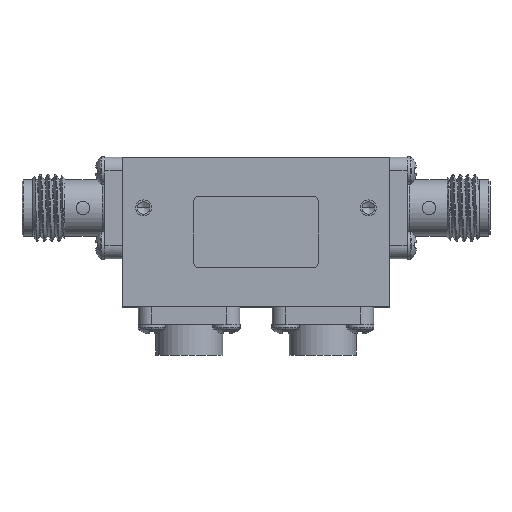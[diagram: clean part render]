
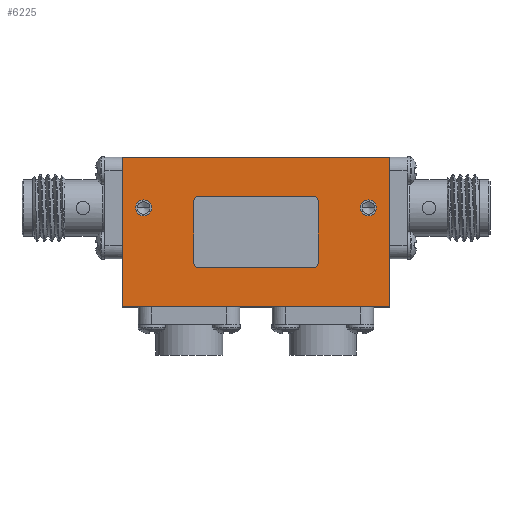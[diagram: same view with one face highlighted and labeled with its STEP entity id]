
A CAD part, top view. The second image highlights one B-rep face of the part: STEP entity #6225.
In plain terms, the highlighted planar face has unit normal (0, 0, 1).
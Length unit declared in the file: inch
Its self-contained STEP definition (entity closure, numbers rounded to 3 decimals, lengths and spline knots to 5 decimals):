
#56 = LINE ( 'NONE', #3852, #19793 ) ;
#187 = EDGE_CURVE ( 'NONE', #4737, #5900, #23767, .T. ) ;
#265 = EDGE_CURVE ( 'NONE', #4737, #22493, #23159, .T. ) ;
#469 = CARTESIAN_POINT ( 'NONE',  ( 0.39, 0.09, 0.19 ) ) ;
#479 = CIRCLE ( 'NONE', #25489, 0.02 ) ;
#902 = ORIENTED_EDGE ( 'NONE', *, *, #15016, .T. ) ;
#1194 = ORIENTED_EDGE ( 'NONE', *, *, #265, .F. ) ;
#1258 = DIRECTION ( 'NONE',  ( -1., 0., 0. ) ) ;
#1330 = DIRECTION ( 'NONE',  ( -1., 0., 0. ) ) ;
#1815 = CARTESIAN_POINT ( 'NONE',  ( 0.45, 0.09, 0.19 ) ) ;
#1934 = CIRCLE ( 'NONE', #11166, 0.03 ) ;
#2018 = ORIENTED_EDGE ( 'NONE', *, *, #187, .T. ) ;
#2183 = ORIENTED_EDGE ( 'NONE', *, *, #11239, .T. ) ;
#2227 = CARTESIAN_POINT ( 'NONE',  ( 0.23296, -0.11401, 0.19 ) ) ;
#2259 = VERTEX_POINT ( 'NONE', #22426 ) ;
#2343 = VERTEX_POINT ( 'NONE', #13015 ) ;
#2387 = DIRECTION ( 'NONE',  ( -1., 0., 0. ) ) ;
#2635 = VECTOR ( 'NONE', #19717, 39.37008 ) ;
#2766 = VECTOR ( 'NONE', #2942, 39.37008 ) ;
#2942 = DIRECTION ( 'NONE',  ( 0., 1., 0. ) ) ;
#2977 = VERTEX_POINT ( 'NONE', #5739 ) ;
#3049 = CARTESIAN_POINT ( 'NONE',  ( -0.23296, -0.13401, 0.19 ) ) ;
#3265 = LINE ( 'NONE', #10312, #14337 ) ;
#3832 = EDGE_LOOP ( 'NONE', ( #19067, #12617 ) ) ;
#3852 = CARTESIAN_POINT ( 'NONE',  ( -0.23296, -0.13401, 0.19 ) ) ;
#4139 = DIRECTION ( 'NONE',  ( 0., 0., 1. ) ) ;
#4449 = EDGE_CURVE ( 'NONE', #2343, #15543, #5847, .T. ) ;
#4499 = CARTESIAN_POINT ( 'NONE',  ( 0.42, 0.09, 0.19 ) ) ;
#4737 = VERTEX_POINT ( 'NONE', #2227 ) ;
#5047 = DIRECTION ( 'NONE',  ( -1., 0., 0. ) ) ;
#5135 = FACE_OUTER_BOUND ( 'NONE', #14137, .T. ) ;
#5178 = CARTESIAN_POINT ( 'NONE',  ( 0.21296, -0.11401, 0.19 ) ) ;
#5739 = CARTESIAN_POINT ( 'NONE',  ( -0.5, -0.28, 0.19 ) ) ;
#5847 = CIRCLE ( 'NONE', #20408, 0.02 ) ;
#5900 = VERTEX_POINT ( 'NONE', #21904 ) ;
#5969 = DIRECTION ( 'NONE',  ( 0., 0., 1. ) ) ;
#6225 = ADVANCED_FACE ( 'NONE', ( #5135, #6383, #7637, #25408 ), #9104, .F. ) ;
#6321 = LINE ( 'NONE', #17725, #2635 ) ;
#6383 = FACE_BOUND ( 'NONE', #3832, .T. ) ;
#6531 = CARTESIAN_POINT ( 'NONE',  ( 0.5, 0.28, 0.19 ) ) ;
#6716 = DIRECTION ( 'NONE',  ( 0., 0., 1. ) ) ;
#6910 = CARTESIAN_POINT ( 'NONE',  ( 0.23296, -0.13401, 0.19 ) ) ;
#6944 = ORIENTED_EDGE ( 'NONE', *, *, #20916, .T. ) ;
#6963 = DIRECTION ( 'NONE',  ( 0., 0., -1. ) ) ;
#6984 = AXIS2_PLACEMENT_3D ( 'NONE', #19903, #5969, #19655 ) ;
#7399 = AXIS2_PLACEMENT_3D ( 'NONE', #24803, #22652, #12825 ) ;
#7605 = ORIENTED_EDGE ( 'NONE', *, *, #21150, .T. ) ;
#7637 = FACE_BOUND ( 'NONE', #10283, .T. ) ;
#7836 = VERTEX_POINT ( 'NONE', #20353 ) ;
#8458 = LINE ( 'NONE', #10039, #15242 ) ;
#8567 = ORIENTED_EDGE ( 'NONE', *, *, #24970, .F. ) ;
#8594 = CARTESIAN_POINT ( 'NONE',  ( -0.42, 0.09, 0.19 ) ) ;
#8613 = ORIENTED_EDGE ( 'NONE', *, *, #9386, .T. ) ;
#8764 = CIRCLE ( 'NONE', #7399, 0.02 ) ;
#9104 = PLANE ( 'NONE',  #19297 ) ;
#9386 = EDGE_CURVE ( 'NONE', #16082, #2977, #6321, .T. ) ;
#9464 = VERTEX_POINT ( 'NONE', #6531 ) ;
#9532 = ORIENTED_EDGE ( 'NONE', *, *, #4449, .T. ) ;
#9763 = EDGE_CURVE ( 'NONE', #14033, #25016, #25318, .T. ) ;
#10039 = CARTESIAN_POINT ( 'NONE',  ( -0.23296, 0.13401, 0.19 ) ) ;
#10283 = EDGE_LOOP ( 'NONE', ( #17570, #20156 ) ) ;
#10312 = CARTESIAN_POINT ( 'NONE',  ( -0.5, 0.28, 0.19 ) ) ;
#10593 = DIRECTION ( 'NONE',  ( 1., 0., 0. ) ) ;
#10690 = CIRCLE ( 'NONE', #6984, 0.03 ) ;
#10710 = CARTESIAN_POINT ( 'NONE',  ( -0.39, 0.09, 0.19 ) ) ;
#10865 = DIRECTION ( 'NONE',  ( 0., 1., 0. ) ) ;
#11120 = LINE ( 'NONE', #3049, #14792 ) ;
#11166 = AXIS2_PLACEMENT_3D ( 'NONE', #4499, #16419, #16162 ) ;
#11223 = VERTEX_POINT ( 'NONE', #1815 ) ;
#11239 = EDGE_CURVE ( 'NONE', #2977, #19091, #23116, .T. ) ;
#11765 = EDGE_CURVE ( 'NONE', #7836, #5900, #56, .T. ) ;
#11819 = VERTEX_POINT ( 'NONE', #469 ) ;
#11879 = DIRECTION ( 'NONE',  ( 1., 0., 0. ) ) ;
#11971 = AXIS2_PLACEMENT_3D ( 'NONE', #5178, #13118, #1330 ) ;
#12344 = EDGE_CURVE ( 'NONE', #11819, #11223, #1934, .T. ) ;
#12617 = ORIENTED_EDGE ( 'NONE', *, *, #12344, .F. ) ;
#12825 = DIRECTION ( 'NONE',  ( -1., 0., 0. ) ) ;
#12856 = CARTESIAN_POINT ( 'NONE',  ( -0.21296, 0.13401, 0.19 ) ) ;
#13015 = CARTESIAN_POINT ( 'NONE',  ( -0.23296, 0.11401, 0.19 ) ) ;
#13048 = AXIS2_PLACEMENT_3D ( 'NONE', #8594, #6716, #10593 ) ;
#13118 = DIRECTION ( 'NONE',  ( 0., 0., -1. ) ) ;
#13617 = CARTESIAN_POINT ( 'NONE',  ( 0.21296, 0.13401, 0.19 ) ) ;
#13666 = VECTOR ( 'NONE', #10865, 39.37008 ) ;
#14033 = VERTEX_POINT ( 'NONE', #24149 ) ;
#14137 = EDGE_LOOP ( 'NONE', ( #902, #6944, #8613, #2183 ) ) ;
#14337 = VECTOR ( 'NONE', #23918, 39.37008 ) ;
#14339 = ORIENTED_EDGE ( 'NONE', *, *, #11765, .F. ) ;
#14792 = VECTOR ( 'NONE', #20824, 39.37008 ) ;
#15016 = EDGE_CURVE ( 'NONE', #19091, #9464, #18409, .T. ) ;
#15086 = EDGE_CURVE ( 'NONE', #25016, #14033, #24228, .T. ) ;
#15242 = VECTOR ( 'NONE', #2387, 39.37008 ) ;
#15543 = VERTEX_POINT ( 'NONE', #12856 ) ;
#15640 = DIRECTION ( 'NONE',  ( 1., 0., 0. ) ) ;
#16082 = VERTEX_POINT ( 'NONE', #16205 ) ;
#16162 = DIRECTION ( 'NONE',  ( 1., 0., 0. ) ) ;
#16205 = CARTESIAN_POINT ( 'NONE',  ( -0.5, 0.28, 0.19 ) ) ;
#16419 = DIRECTION ( 'NONE',  ( 0., 0., 1. ) ) ;
#16901 = DIRECTION ( 'NONE',  ( 0., 0., -1. ) ) ;
#16924 = EDGE_CURVE ( 'NONE', #11223, #11819, #10690, .T. ) ;
#17497 = DIRECTION ( 'NONE',  ( 1., 0., 0. ) ) ;
#17570 = ORIENTED_EDGE ( 'NONE', *, *, #15086, .F. ) ;
#17725 = CARTESIAN_POINT ( 'NONE',  ( -0.5, -0.28, 0.19 ) ) ;
#18409 = LINE ( 'NONE', #20616, #2766 ) ;
#18639 = CARTESIAN_POINT ( 'NONE',  ( 0.5, -0.28, 0.19 ) ) ;
#18788 = CARTESIAN_POINT ( 'NONE',  ( 0.21296, 0.11401, 0.19 ) ) ;
#19051 = EDGE_CURVE ( 'NONE', #7836, #2259, #8764, .T. ) ;
#19067 = ORIENTED_EDGE ( 'NONE', *, *, #16924, .F. ) ;
#19091 = VERTEX_POINT ( 'NONE', #18639 ) ;
#19297 = AXIS2_PLACEMENT_3D ( 'NONE', #20949, #16901, #5047 ) ;
#19655 = DIRECTION ( 'NONE',  ( 1., 0., 0. ) ) ;
#19717 = DIRECTION ( 'NONE',  ( 0., -1., 0. ) ) ;
#19793 = VECTOR ( 'NONE', #17497, 39.37008 ) ;
#19903 = CARTESIAN_POINT ( 'NONE',  ( 0.42, 0.09, 0.19 ) ) ;
#20156 = ORIENTED_EDGE ( 'NONE', *, *, #9763, .F. ) ;
#20353 = CARTESIAN_POINT ( 'NONE',  ( -0.21296, -0.13401, 0.19 ) ) ;
#20408 = AXIS2_PLACEMENT_3D ( 'NONE', #22394, #6963, #20689 ) ;
#20616 = CARTESIAN_POINT ( 'NONE',  ( 0.5, -0.28, 0.19 ) ) ;
#20689 = DIRECTION ( 'NONE',  ( -1., 0., 0. ) ) ;
#20824 = DIRECTION ( 'NONE',  ( 0., -1., 0. ) ) ;
#20916 = EDGE_CURVE ( 'NONE', #9464, #16082, #3265, .T. ) ;
#20949 = CARTESIAN_POINT ( 'NONE',  ( 0., 0., 0.19 ) ) ;
#21150 = EDGE_CURVE ( 'NONE', #23287, #22493, #479, .T. ) ;
#21736 = CARTESIAN_POINT ( 'NONE',  ( -0.5, -0.28, 0.19 ) ) ;
#21793 = EDGE_CURVE ( 'NONE', #23287, #15543, #8458, .T. ) ;
#21904 = CARTESIAN_POINT ( 'NONE',  ( 0.21296, -0.13401, 0.19 ) ) ;
#22394 = CARTESIAN_POINT ( 'NONE',  ( -0.21296, 0.11401, 0.19 ) ) ;
#22426 = CARTESIAN_POINT ( 'NONE',  ( -0.23296, -0.11401, 0.19 ) ) ;
#22493 = VERTEX_POINT ( 'NONE', #24425 ) ;
#22499 = VECTOR ( 'NONE', #15640, 39.37008 ) ;
#22555 = DIRECTION ( 'NONE',  ( 0., 0., -1. ) ) ;
#22566 = EDGE_LOOP ( 'NONE', ( #1194, #2018, #14339, #25181, #8567, #9532, #24084, #7605 ) ) ;
#22652 = DIRECTION ( 'NONE',  ( 0., 0., -1. ) ) ;
#23116 = LINE ( 'NONE', #21736, #22499 ) ;
#23159 = LINE ( 'NONE', #6910, #13666 ) ;
#23287 = VERTEX_POINT ( 'NONE', #13617 ) ;
#23767 = CIRCLE ( 'NONE', #11971, 0.02 ) ;
#23836 = CARTESIAN_POINT ( 'NONE',  ( -0.42, 0.09, 0.19 ) ) ;
#23918 = DIRECTION ( 'NONE',  ( -1., 0., 0. ) ) ;
#24084 = ORIENTED_EDGE ( 'NONE', *, *, #21793, .F. ) ;
#24149 = CARTESIAN_POINT ( 'NONE',  ( -0.45, 0.09, 0.19 ) ) ;
#24228 = CIRCLE ( 'NONE', #13048, 0.03 ) ;
#24425 = CARTESIAN_POINT ( 'NONE',  ( 0.23296, 0.11401, 0.19 ) ) ;
#24740 = AXIS2_PLACEMENT_3D ( 'NONE', #23836, #4139, #11879 ) ;
#24803 = CARTESIAN_POINT ( 'NONE',  ( -0.21296, -0.11401, 0.19 ) ) ;
#24970 = EDGE_CURVE ( 'NONE', #2343, #2259, #11120, .T. ) ;
#25016 = VERTEX_POINT ( 'NONE', #10710 ) ;
#25181 = ORIENTED_EDGE ( 'NONE', *, *, #19051, .T. ) ;
#25318 = CIRCLE ( 'NONE', #24740, 0.03 ) ;
#25408 = FACE_BOUND ( 'NONE', #22566, .T. ) ;
#25489 = AXIS2_PLACEMENT_3D ( 'NONE', #18788, #22555, #1258 ) ;
